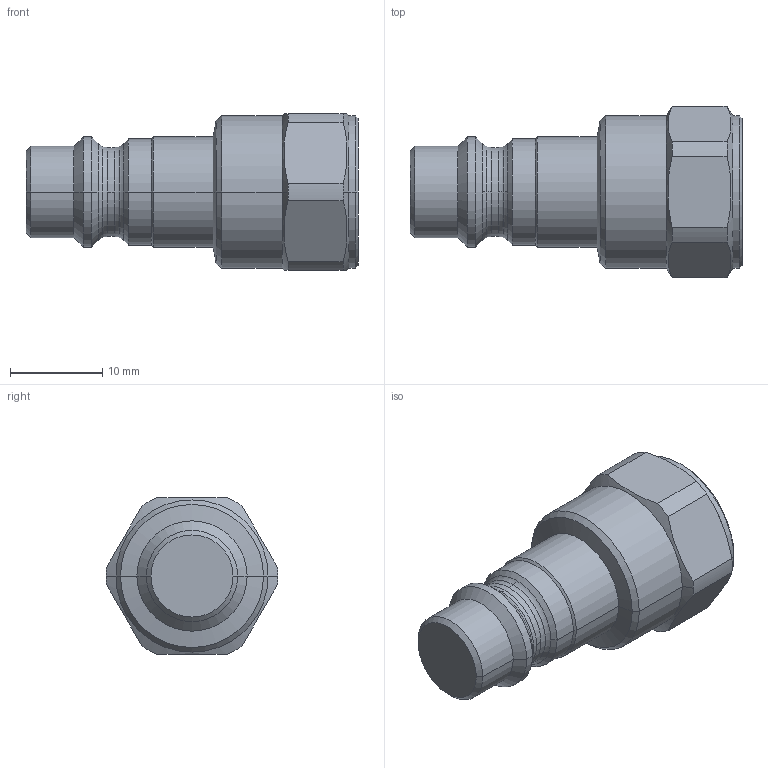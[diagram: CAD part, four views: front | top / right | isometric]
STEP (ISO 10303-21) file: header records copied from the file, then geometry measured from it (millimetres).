
FILE_DESCRIPTION((''),'2;1');
FILE_NAME('4221001107','2020-02-13T15:54:09',('Toocsr'),(''),'CREO PARAMETRIC BY PTC INC, 2018100','CREO PARAMETRIC BY PTC INC, 2018100','');
FILE_SCHEMA(('AP242_MANAGED_MODEL_BASED_3D_ENGINEERING_MIM_LF { 1 0 10303 442 1 1 4 }'));
Length unit declared in the file: millimetre
Products named in the file (1): 4221001107
Bounding box: 36 x 18.65 x 17 mm (x, y, z)
Volume: 5488 mm3; surface area: 1973.6 mm2
Topology: 1 solids, 1 shells, 56 faces, 132 edges, 78 vertices
Faces by surface type: cone 20, cylinder 20, plane 8, torus 8
Entity records: 1766 total; most frequent: CARTESIAN_POINT 364, DIRECTION 306, ORIENTED_EDGE 264, EDGE_CURVE 132, AXIS2_PLACEMENT_3D 130, VERTEX_POINT 78, CIRCLE 74, EDGE_LOOP 56
